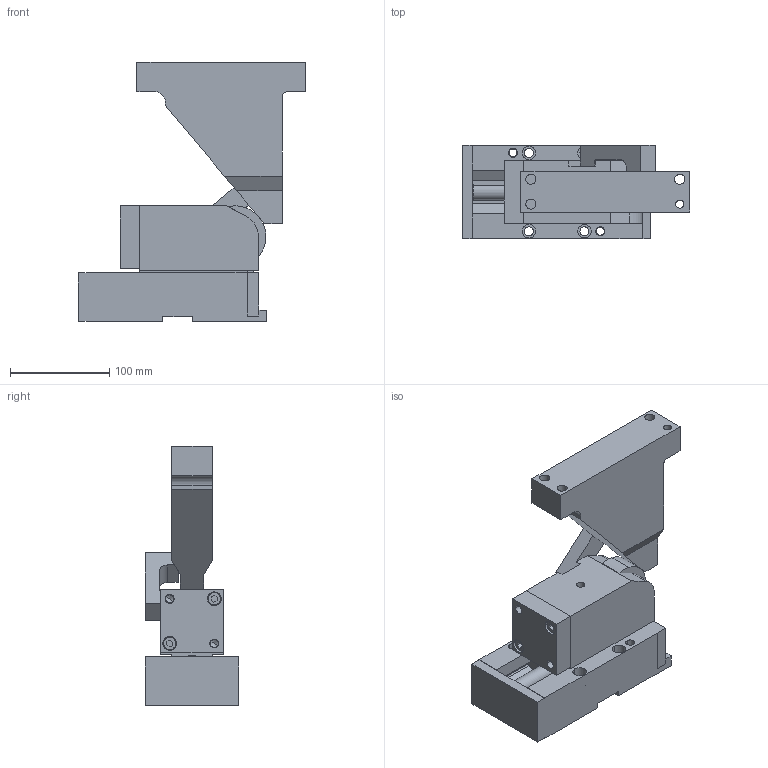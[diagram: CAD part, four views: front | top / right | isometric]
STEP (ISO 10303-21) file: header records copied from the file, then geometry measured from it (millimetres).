
FILE_DESCRIPTION(('CATIA V5 STEP Exchange'),'2;1');
FILE_NAME('CRCN_03000_50_ACCESSORIES.stp','2015-09-08T08:14:27+00:00',('none'),('none'),'CATIA Version 5 Release 20 GA (IN-10)','CATIA V5 STEP AP203','none');
FILE_SCHEMA(('CONFIG_CONTROL_DESIGN'));
Length unit declared in the file: millimetre
Products named in the file (1): CRCN_03000_50_ACCESSORIES
Assembly tree (3 placements, depth 2):
  CRCN_03000_50_ACCESSORIES
    #58
    #1077
    #10090
Bounding box: 229.03 x 94 x 262 mm (x, y, z)
Volume: 1860706.3 mm3; surface area: 263181.1 mm2
Topology: 6 solids, 27 shells, 392 faces, 921 edges, 589 vertices
Faces by surface type: plane 210, cylinder 141, cone 38, torus 3
Entity records: 10616 total; most frequent: CARTESIAN_POINT 2239, ORIENTED_EDGE 1794, DIRECTION 1382, EDGE_CURVE 897, VERTEX_POINT 589, VECTOR 579, LINE 579, AXIS2_PLACEMENT_3D 542
